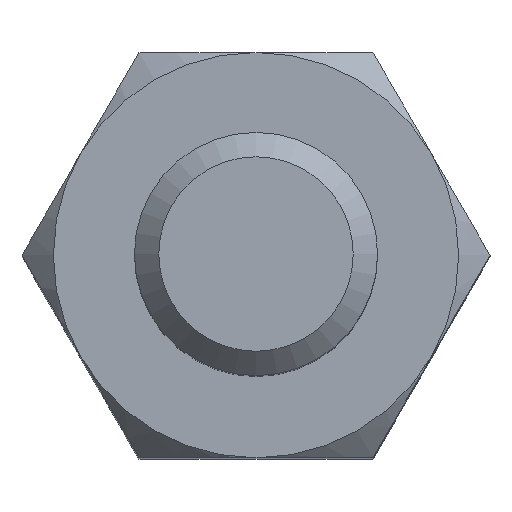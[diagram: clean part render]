
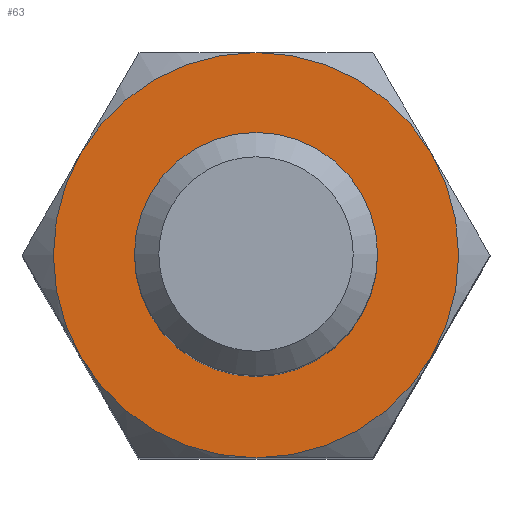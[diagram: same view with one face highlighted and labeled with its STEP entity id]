
A CAD part, top view. The second image highlights one B-rep face of the part: STEP entity #63.
In plain terms, the highlighted planar face has unit normal (0, 0, 1).
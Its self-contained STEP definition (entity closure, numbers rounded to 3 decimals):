
#63 = ADVANCED_FACE( '', ( #146, #147 ), #148, .T. );
#146 = FACE_BOUND( '', #258, .T. );
#147 = FACE_OUTER_BOUND( '', #259, .T. );
#148 = PLANE( '', #260 );
#258 = EDGE_LOOP( '', ( #378 ) );
#259 = EDGE_LOOP( '', ( #379, #380, #381, #382, #383, #384 ) );
#260 = AXIS2_PLACEMENT_3D( '', #385, #386, #387 );
#378 = ORIENTED_EDGE( '', *, *, #597, .T. );
#379 = ORIENTED_EDGE( '', *, *, #598, .F. );
#380 = ORIENTED_EDGE( '', *, *, #599, .F. );
#381 = ORIENTED_EDGE( '', *, *, #600, .F. );
#382 = ORIENTED_EDGE( '', *, *, #601, .T. );
#383 = ORIENTED_EDGE( '', *, *, #602, .F. );
#384 = ORIENTED_EDGE( '', *, *, #595, .F. );
#385 = CARTESIAN_POINT( '', ( 0., 0., 0. ) );
#386 = DIRECTION( '', ( 0., 0., 1. ) );
#387 = DIRECTION( '', ( 1., 0., 0. ) );
#595 = EDGE_CURVE( '', #687, #684, #689, .F. );
#597 = EDGE_CURVE( '', #691, #691, #692, .F. );
#598 = EDGE_CURVE( '', #693, #687, #694, .F. );
#599 = EDGE_CURVE( '', #695, #693, #696, .F. );
#600 = EDGE_CURVE( '', #697, #695, #698, .F. );
#601 = EDGE_CURVE( '', #697, #699, #700, .T. );
#602 = EDGE_CURVE( '', #684, #699, #701, .F. );
#684 = VERTEX_POINT( '', #829 );
#687 = VERTEX_POINT( '', #837 );
#689 = CIRCLE( '', #846, 2.5 );
#691 = VERTEX_POINT( '', #848 );
#692 = CIRCLE( '', #849, 1.3 );
#693 = VERTEX_POINT( '', #850 );
#694 = CIRCLE( '', #851, 2.5 );
#695 = VERTEX_POINT( '', #852 );
#696 = CIRCLE( '', #853, 2.5 );
#697 = VERTEX_POINT( '', #854 );
#698 = CIRCLE( '', #855, 2.5 );
#699 = VERTEX_POINT( '', #856 );
#700 = CIRCLE( '', #857, 2.5 );
#701 = CIRCLE( '', #858, 2.5 );
#829 = CARTESIAN_POINT( '', ( -2.165, -1.25, 0. ) );
#837 = CARTESIAN_POINT( '', ( 0., -2.5, 0. ) );
#846 = AXIS2_PLACEMENT_3D( '', #1064, #1065, #1066 );
#848 = CARTESIAN_POINT( '', ( 1.3, 0., 0. ) );
#849 = AXIS2_PLACEMENT_3D( '', #1067, #1068, #1069 );
#850 = CARTESIAN_POINT( '', ( 2.165, -1.25, 0. ) );
#851 = AXIS2_PLACEMENT_3D( '', #1070, #1071, #1072 );
#852 = CARTESIAN_POINT( '', ( 2.165, 1.25, 0. ) );
#853 = AXIS2_PLACEMENT_3D( '', #1073, #1074, #1075 );
#854 = CARTESIAN_POINT( '', ( 0., 2.5, 0. ) );
#855 = AXIS2_PLACEMENT_3D( '', #1076, #1077, #1078 );
#856 = CARTESIAN_POINT( '', ( -2.165, 1.25, 0. ) );
#857 = AXIS2_PLACEMENT_3D( '', #1079, #1080, #1081 );
#858 = AXIS2_PLACEMENT_3D( '', #1082, #1083, #1084 );
#1064 = CARTESIAN_POINT( '', ( 0., 0., 0. ) );
#1065 = DIRECTION( '', ( 0., 0., 1. ) );
#1066 = DIRECTION( '', ( 1., 0., 0. ) );
#1067 = CARTESIAN_POINT( '', ( 0., 0., 0. ) );
#1068 = DIRECTION( '', ( 0., 0., 1. ) );
#1069 = DIRECTION( '', ( 1., 0., 0. ) );
#1070 = CARTESIAN_POINT( '', ( 0., 0., 0. ) );
#1071 = DIRECTION( '', ( 0., 0., 1. ) );
#1072 = DIRECTION( '', ( 1., 0., 0. ) );
#1073 = CARTESIAN_POINT( '', ( 0., 0., 0. ) );
#1074 = DIRECTION( '', ( 0., 0., 1. ) );
#1075 = DIRECTION( '', ( 1., 0., 0. ) );
#1076 = CARTESIAN_POINT( '', ( 0., 0., 0. ) );
#1077 = DIRECTION( '', ( 0., 0., 1. ) );
#1078 = DIRECTION( '', ( 1., 0., 0. ) );
#1079 = CARTESIAN_POINT( '', ( 0., 0., 0. ) );
#1080 = DIRECTION( '', ( 0., 0., 1. ) );
#1081 = DIRECTION( '', ( 1., 0., 0. ) );
#1082 = CARTESIAN_POINT( '', ( 0., 0., 0. ) );
#1083 = DIRECTION( '', ( 0., 0., 1. ) );
#1084 = DIRECTION( '', ( 1., 0., 0. ) );
